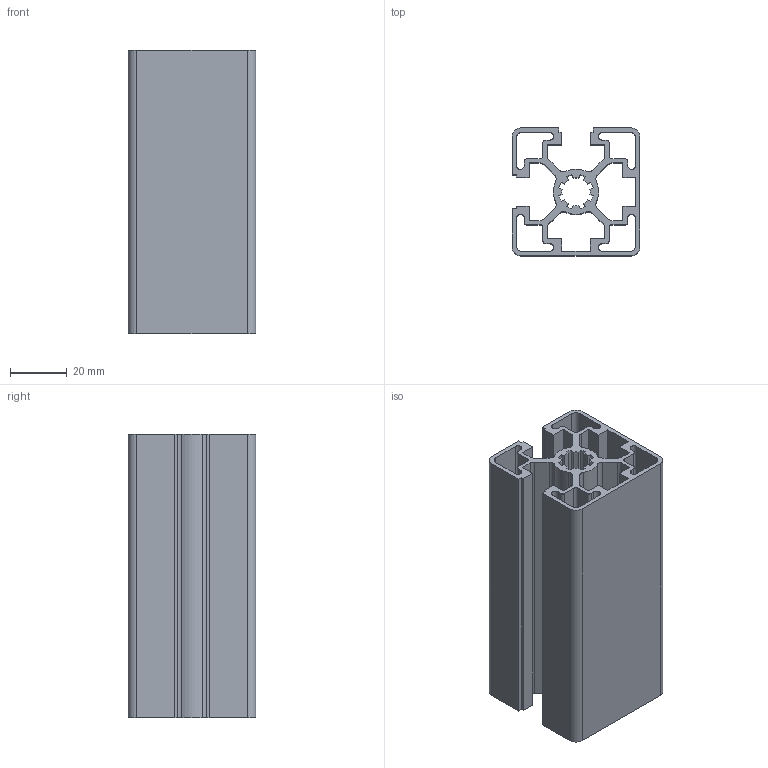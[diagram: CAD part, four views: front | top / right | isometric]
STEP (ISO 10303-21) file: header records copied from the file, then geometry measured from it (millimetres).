
FILE_DESCRIPTION(/* description */ ('Profil 45x45 lehký - dvě drážky'),/* implementation_level */ '2;1');
FILE_NAME(/* name */ '164502L.stp',/* time_stamp */ '2023-08-09T12:38:05+02:00',/* author */ ('aluteckkpl_kk'),/* organization */ ('Alutec KK'),/* preprocessor_version */ 'ST-DEVELOPER v18.1',/* originating_system */ 'Autodesk Inventor 2021',/* authorisation */ '');
FILE_SCHEMA (('AUTOMOTIVE_DESIGN { 1 0 10303 214 3 1 1 }'));
Length unit declared in the file: millimetre
Products named in the file (1): 164502L
Bounding box: 45 x 45 x 100 mm (x, y, z)
Volume: 62005.6 mm3; surface area: 64646.3 mm2
Topology: 1 solids, 1 shells, 154 faces, 456 edges, 304 vertices
Faces by surface type: plane 90, cylinder 64
Entity records: 5237 total; most frequent: CARTESIAN_POINT 915, ORIENTED_EDGE 912, DIRECTION 894, EDGE_CURVE 456, LINE 328, VECTOR 328, VERTEX_POINT 304, AXIS2_PLACEMENT_3D 283
